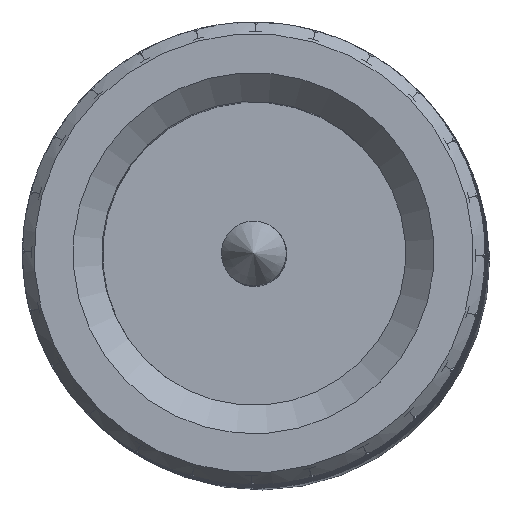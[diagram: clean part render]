
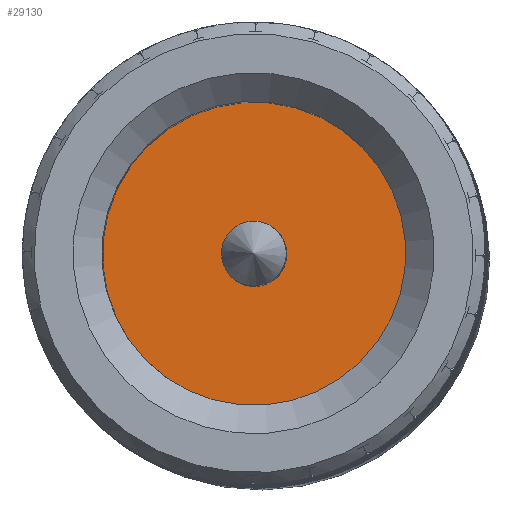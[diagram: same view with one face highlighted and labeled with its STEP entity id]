
A CAD part, top view. The second image highlights one B-rep face of the part: STEP entity #29130.
In plain terms, the highlighted face is planar.
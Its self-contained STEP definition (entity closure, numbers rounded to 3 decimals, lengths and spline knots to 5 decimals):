
#5448=FACE_BOUND('',#9798,.T.);
#5573=PLANE('',#29922);
#7677=FACE_OUTER_BOUND('',#9797,.T.);
#9797=EDGE_LOOP('',(#26432,#26433));
#9798=EDGE_LOOP('',(#26434,#26435));
#10785=CIRCLE('',#29920,0.01751);
#10786=CIRCLE('',#29921,0.01751);
#10787=CIRCLE('',#29923,0.08214);
#10788=CIRCLE('',#29924,0.08214);
#13131=VERTEX_POINT('',#78256);
#13132=VERTEX_POINT('',#78257);
#13133=VERTEX_POINT('',#78262);
#13134=VERTEX_POINT('',#78263);
#17574=EDGE_CURVE('',#13131,#13132,#10785,.T.);
#17575=EDGE_CURVE('',#13132,#13131,#10786,.T.);
#17577=EDGE_CURVE('',#13133,#13134,#10787,.T.);
#17578=EDGE_CURVE('',#13134,#13133,#10788,.T.);
#26432=ORIENTED_EDGE('',*,*,#17577,.F.);
#26433=ORIENTED_EDGE('',*,*,#17578,.F.);
#26434=ORIENTED_EDGE('',*,*,#17574,.T.);
#26435=ORIENTED_EDGE('',*,*,#17575,.T.);
#29130=ADVANCED_FACE('',(#7677,#5448),#5573,.T.);
#29920=AXIS2_PLACEMENT_3D('',#78258,#31795,#31796);
#29921=AXIS2_PLACEMENT_3D('',#78259,#31797,#31798);
#29922=AXIS2_PLACEMENT_3D('',#78261,#31800,#31801);
#29923=AXIS2_PLACEMENT_3D('',#78264,#31802,#31803);
#29924=AXIS2_PLACEMENT_3D('',#78265,#31804,#31805);
#31795=DIRECTION('center_axis',(1.,0.,0.));
#31796=DIRECTION('ref_axis',(0.,0.,-1.));
#31797=DIRECTION('center_axis',(1.,0.,0.));
#31798=DIRECTION('ref_axis',(0.,0.,-1.));
#31800=DIRECTION('center_axis',(-1.,0.,0.));
#31801=DIRECTION('ref_axis',(0.,0.,1.));
#31802=DIRECTION('center_axis',(1.,0.,0.));
#31803=DIRECTION('ref_axis',(0.,0.,-1.));
#31804=DIRECTION('center_axis',(1.,0.,0.));
#31805=DIRECTION('ref_axis',(0.,0.,-1.));
#78256=CARTESIAN_POINT('',(0.12354,0.01751,0.));
#78257=CARTESIAN_POINT('',(0.12354,-0.01751,0.));
#78258=CARTESIAN_POINT('Origin',(0.12354,0.,0.));
#78259=CARTESIAN_POINT('Origin',(0.12354,0.,0.));
#78261=CARTESIAN_POINT('Origin',(0.12354,0.08214,0.));
#78262=CARTESIAN_POINT('',(0.12354,0.08214,0.));
#78263=CARTESIAN_POINT('',(0.12354,-0.08214,0.));
#78264=CARTESIAN_POINT('Origin',(0.12354,0.,0.));
#78265=CARTESIAN_POINT('Origin',(0.12354,0.,0.));
